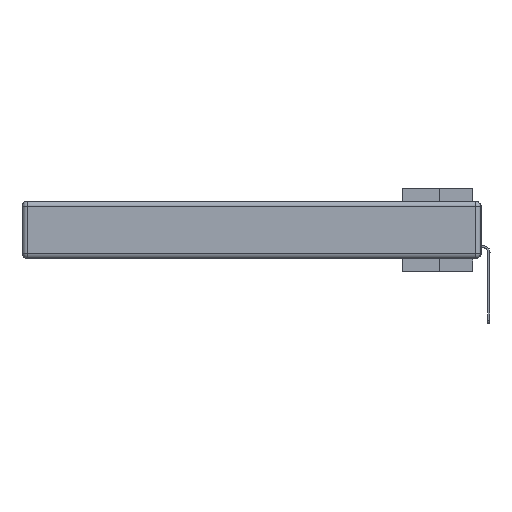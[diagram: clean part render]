
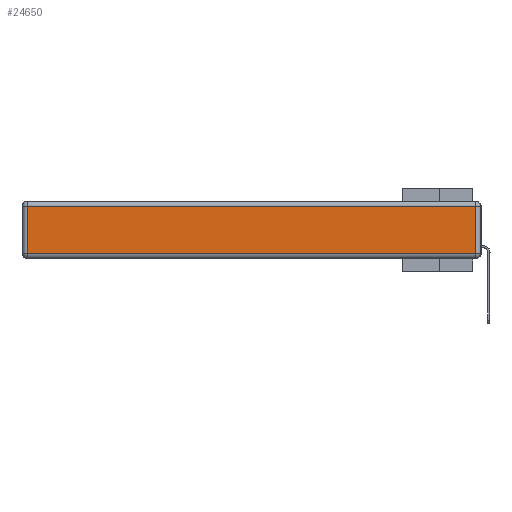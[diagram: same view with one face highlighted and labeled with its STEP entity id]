
A CAD part, left-side view. The second image highlights one B-rep face of the part: STEP entity #24650.
In plain terms, the highlighted planar face has unit normal (-1, 0, 0).
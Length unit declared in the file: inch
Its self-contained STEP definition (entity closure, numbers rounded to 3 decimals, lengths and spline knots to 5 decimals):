
#1089 = CARTESIAN_POINT ( 'NONE',  ( 0., 2.72, -0.313 ) ) ;
#2203 = CARTESIAN_POINT ( 'NONE',  ( 0., 0., -0.343 ) ) ;
#3582 = VERTEX_POINT ( 'NONE', #34932 ) ;
#4436 = DIRECTION ( 'NONE',  ( -1., 0., 0. ) ) ;
#4474 = ORIENTED_EDGE ( 'NONE', *, *, #8968, .T. ) ;
#5135 = CARTESIAN_POINT ( 'NONE',  ( 0., 2.75, -0.03 ) ) ;
#7762 = CARTESIAN_POINT ( 'NONE',  ( 0., 2.72, -0.03 ) ) ;
#8968 = EDGE_CURVE ( 'NONE', #3582, #34072, #26756, .T. ) ;
#9399 = EDGE_CURVE ( 'NONE', #19668, #25408, #14664, .T. ) ;
#10139 = CARTESIAN_POINT ( 'NONE',  ( 0., 0.03, -0.313 ) ) ;
#14048 = PLANE ( 'NONE',  #32322 ) ;
#14664 = LINE ( 'NONE', #27046, #17637 ) ;
#15132 = ORIENTED_EDGE ( 'NONE', *, *, #9399, .T. ) ;
#17637 = VECTOR ( 'NONE', #30283, 39.37008 ) ;
#19668 = VERTEX_POINT ( 'NONE', #1089 ) ;
#20241 = VECTOR ( 'NONE', #27247, 39.37008 ) ;
#20457 = DIRECTION ( 'NONE',  ( 0., 0., -1. ) ) ;
#21488 = VECTOR ( 'NONE', #20457, 39.37008 ) ;
#22068 = VECTOR ( 'NONE', #32593, 39.37008 ) ;
#24650 = ADVANCED_FACE ( 'NONE', ( #35283 ), #14048, .T. ) ;
#25408 = VERTEX_POINT ( 'NONE', #10139 ) ;
#25994 = EDGE_CURVE ( 'NONE', #25408, #3582, #39078, .T. ) ;
#26756 = LINE ( 'NONE', #5135, #22068 ) ;
#27038 = CARTESIAN_POINT ( 'NONE',  ( 0., 0.03, -0.343 ) ) ;
#27046 = CARTESIAN_POINT ( 'NONE',  ( 0., 0., -0.313 ) ) ;
#27247 = DIRECTION ( 'NONE',  ( 0., 0., 1. ) ) ;
#29271 = DIRECTION ( 'NONE',  ( 0., 0., 1. ) ) ;
#30146 = ORIENTED_EDGE ( 'NONE', *, *, #25994, .T. ) ;
#30283 = DIRECTION ( 'NONE',  ( 0., -1., 0. ) ) ;
#32322 = AXIS2_PLACEMENT_3D ( 'NONE', #2203, #4436, #29271 ) ;
#32593 = DIRECTION ( 'NONE',  ( 0., 1., 0. ) ) ;
#33383 = EDGE_CURVE ( 'NONE', #34072, #19668, #35685, .T. ) ;
#34072 = VERTEX_POINT ( 'NONE', #7762 ) ;
#34145 = ORIENTED_EDGE ( 'NONE', *, *, #33383, .T. ) ;
#34932 = CARTESIAN_POINT ( 'NONE',  ( 0., 0.03, -0.03 ) ) ;
#35283 = FACE_OUTER_BOUND ( 'NONE', #39466, .T. ) ;
#35685 = LINE ( 'NONE', #36275, #21488 ) ;
#36275 = CARTESIAN_POINT ( 'NONE',  ( 0., 2.72, -0.343 ) ) ;
#39078 = LINE ( 'NONE', #27038, #20241 ) ;
#39466 = EDGE_LOOP ( 'NONE', ( #15132, #30146, #4474, #34145 ) ) ;
